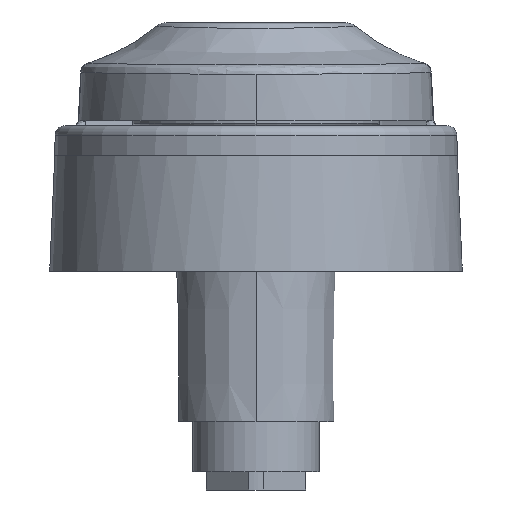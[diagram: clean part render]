
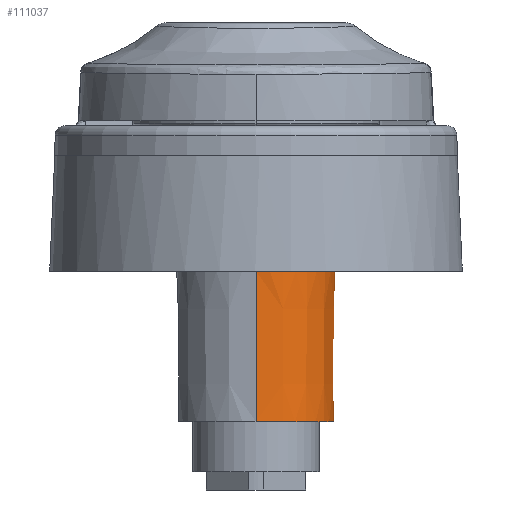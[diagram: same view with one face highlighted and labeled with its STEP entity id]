
A CAD part, front view. The second image highlights one B-rep face of the part: STEP entity #111037.
In plain terms, the highlighted conical face has half-angle 0.5 degrees and reference radius 7.9 mm.
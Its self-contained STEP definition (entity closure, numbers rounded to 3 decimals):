
#1672 = DIRECTION ( 'NONE',  ( 0., 1., 0. ) ) ;
#8489 = EDGE_CURVE ( 'NONE', #97471, #21213, #65816, .T. ) ;
#9357 = DIRECTION ( 'NONE',  ( 0., 0., 1. ) ) ;
#9672 = CARTESIAN_POINT ( 'NONE',  ( 0., 15., 7.769 ) ) ;
#13469 = VERTEX_POINT ( 'NONE', #60950 ) ;
#14960 = CARTESIAN_POINT ( 'NONE',  ( 0., 15., 0. ) ) ;
#15747 = DIRECTION ( 'NONE',  ( 0., -1., -0.009 ) ) ;
#20181 = EDGE_CURVE ( 'NONE', #125144, #13469, #64158, .T. ) ;
#20947 = CIRCLE ( 'NONE', #43306, 7.769 ) ;
#21213 = VERTEX_POINT ( 'NONE', #24705 ) ;
#21389 = EDGE_CURVE ( 'NONE', #13469, #21213, #24530, .T. ) ;
#22766 = VECTOR ( 'NONE', #104638, 1000. ) ;
#24530 = CIRCLE ( 'NONE', #108018, 7.9 ) ;
#24705 = CARTESIAN_POINT ( 'NONE',  ( 0., 0., 7.9 ) ) ;
#25077 = CARTESIAN_POINT ( 'NONE',  ( 0., 0., 7.9 ) ) ;
#26969 = CARTESIAN_POINT ( 'NONE',  ( 0., 15., -7.769 ) ) ;
#29750 = CARTESIAN_POINT ( 'NONE',  ( 0., 0., 0. ) ) ;
#35329 = DIRECTION ( 'NONE',  ( 0., 0., 1. ) ) ;
#43306 = AXIS2_PLACEMENT_3D ( 'NONE', #14960, #83089, #35329 ) ;
#45039 = CARTESIAN_POINT ( 'NONE',  ( 0., 0., -7.9 ) ) ;
#51838 = DIRECTION ( 'NONE',  ( 0., 0., 1. ) ) ;
#53746 = ORIENTED_EDGE ( 'NONE', *, *, #20181, .T. ) ;
#59629 = EDGE_CURVE ( 'NONE', #125144, #97471, #20947, .T. ) ;
#60950 = CARTESIAN_POINT ( 'NONE',  ( 0., 0., -7.9 ) ) ;
#64158 = LINE ( 'NONE', #45039, #118922 ) ;
#65816 = LINE ( 'NONE', #25077, #22766 ) ;
#66102 = ORIENTED_EDGE ( 'NONE', *, *, #59629, .F. ) ;
#71590 = FACE_OUTER_BOUND ( 'NONE', #99898, .T. ) ;
#72164 = AXIS2_PLACEMENT_3D ( 'NONE', #111002, #80507, #51838 ) ;
#80507 = DIRECTION ( 'NONE',  ( 0., -1., 0. ) ) ;
#82327 = CONICAL_SURFACE ( 'NONE', #72164, 7.9, 0.009 ) ;
#83089 = DIRECTION ( 'NONE',  ( 0., 1., 0. ) ) ;
#91765 = ORIENTED_EDGE ( 'NONE', *, *, #21389, .T. ) ;
#97471 = VERTEX_POINT ( 'NONE', #9672 ) ;
#99898 = EDGE_LOOP ( 'NONE', ( #66102, #53746, #91765, #105152 ) ) ;
#104638 = DIRECTION ( 'NONE',  ( 0., -1., 0.009 ) ) ;
#105152 = ORIENTED_EDGE ( 'NONE', *, *, #8489, .F. ) ;
#108018 = AXIS2_PLACEMENT_3D ( 'NONE', #29750, #1672, #9357 ) ;
#111002 = CARTESIAN_POINT ( 'NONE',  ( 0., 0., 0. ) ) ;
#111037 = ADVANCED_FACE ( 'NONE', ( #71590 ), #82327, .T. ) ;
#118922 = VECTOR ( 'NONE', #15747, 1000. ) ;
#125144 = VERTEX_POINT ( 'NONE', #26969 ) ;
